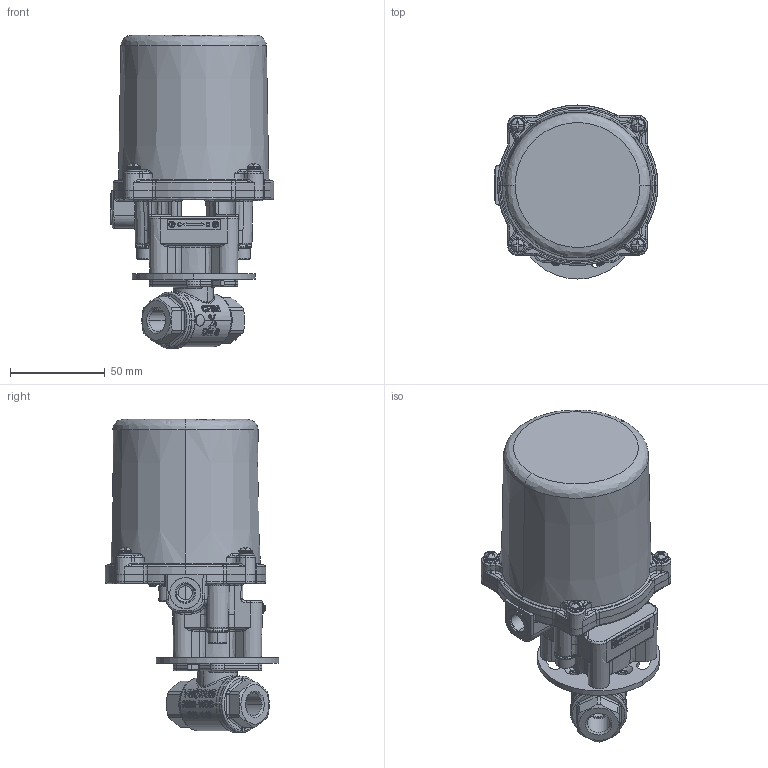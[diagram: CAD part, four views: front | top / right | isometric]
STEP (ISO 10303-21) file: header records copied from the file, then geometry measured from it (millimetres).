
FILE_DESCRIPTION (( 'STEP AP214' ), '1' );
FILE_NAME ('200.136.004 PowerLinValve 1_4 DN8 + om-T.STEP', '2022-01-10T09:00:24', ( '' ), ( '' ), 'SwSTEP 2.0', 'SolidWorks 2018', '' );
FILE_SCHEMA (( 'AUTOMOTIVE_DESIGN' ));
Length unit declared in the file: millimetre
Products named in the file (1): 200.136.004 PowerLinValve 1_4 DN8   + om-T
Bounding box: 86.74 x 92 x 165.75 mm (x, y, z)
Surface area: 64861.4 mm2 (no closed solid volume)
Topology: 0 solids, 14 shells, 1251 faces, 4003 edges, 2636 vertices
Faces by surface type: bspline 471, cylinder 349, plane 324, cone 107
Entity records: 105474 total; most frequent: CARTESIAN_POINT 61674, ORIENTED_EDGE 6943, DIRECTION 4615, EDGE_CURVE 3956, VERTEX_POINT 2636, AXIS2_PLACEMENT_3D 1585, B_SPLINE_CURVE_WITH_KNOTS 1542, VECTOR 1445
